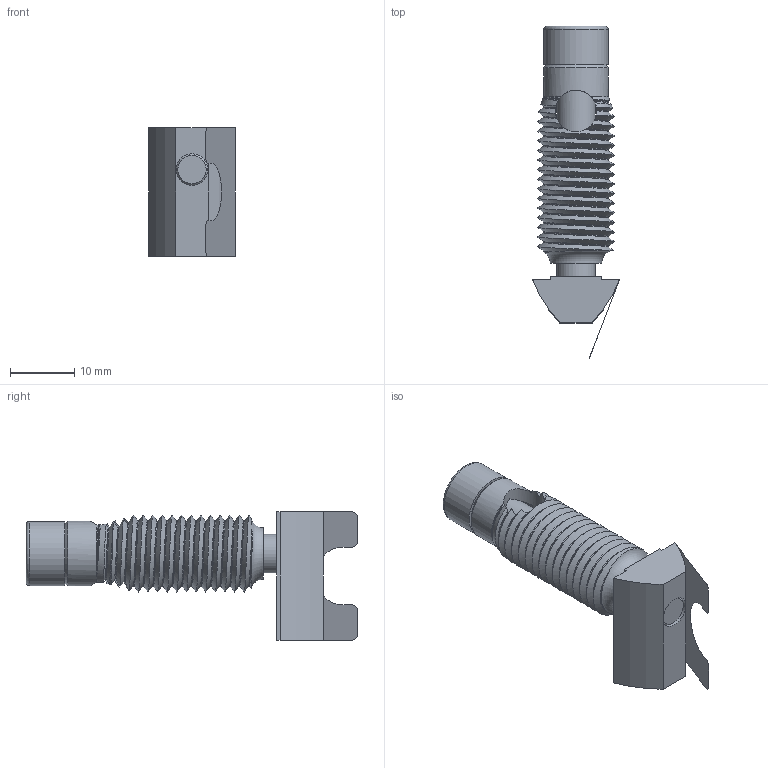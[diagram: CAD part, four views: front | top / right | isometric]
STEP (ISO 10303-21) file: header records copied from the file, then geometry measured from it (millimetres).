
FILE_DESCRIPTION(/* description */ ('Łącznik automatyczny M6 L=24 40-8'),/* implementation_level */ '2;1');
FILE_NAME(/* name */ '340640.stp',/* time_stamp */ '2022-08-03T11:19:50+02:00',/* author */ ('aluteckkpl_am'),/* organization */ (''),/* preprocessor_version */ 'ST-DEVELOPER v18.1',/* originating_system */ 'Autodesk Inventor 2021',/* authorisation */ '');
FILE_SCHEMA (('CONFIG_CONTROL_DESIGN'));
Length unit declared in the file: millimetre
Products named in the file (1): 340640
Bounding box: 13.5 x 51.74 x 20 mm (x, y, z)
Volume: 4348 mm3; surface area: 3679.4 mm2
Topology: 1 solids, 2 shells, 138 faces, 410 edges, 279 vertices
Faces by surface type: plane 69, bspline 31, cylinder 28, cone 8, torus 2
Full cylindrical faces by diameter (mm): 4.917 x1, 6 x2, 6.5 x1, 7 x1, 10 x1, 10.1 x12
Entity records: 24356 total; most frequent: CARTESIAN_POINT 20793, ORIENTED_EDGE 830, DIRECTION 519, EDGE_CURVE 421, VERTEX_POINT 279, LINE 173, VECTOR 173, AXIS2_PLACEMENT_3D 173
